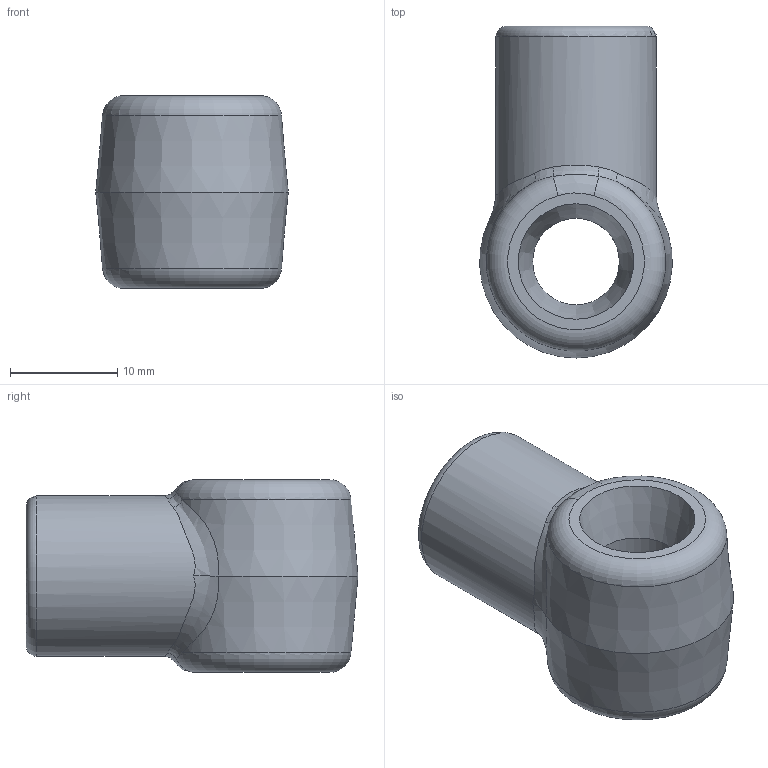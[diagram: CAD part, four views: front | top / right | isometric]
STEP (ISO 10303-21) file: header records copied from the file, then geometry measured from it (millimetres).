
FILE_DESCRIPTION(/* description */ (''),/* implementation_level */ '2;1');
FILE_NAME(/* name */ 'SG-20.stp',/* time_stamp */ '2019-10-07T15:04:14+02:00',/* author */ (''),/* organization */ (''),/* preprocessor_version */ 'ST-DEVELOPER v15.2',/* originating_system */ 'Autodesk Translator Framework v2.0.0.5431',/* authorisation */ '');
FILE_SCHEMA (('AUTOMOTIVE_DESIGN { 1 0 10303 214 3 1 1 }'));
Length unit declared in the file: centimetre
Products named in the file (1): (Unsaved)
Bounding box: 17.98 x 31 x 18 mm (x, y, z)
Volume: 4940.8 mm3; surface area: 2653 mm2
Topology: 1 solids, 1 shells, 28 faces, 59 edges, 35 vertices
Faces by surface type: bspline 12, plane 5, cone 4, cylinder 4, torus 3
Full cylindrical faces by diameter (mm): 6.8 x1, 8.1 x2, 15 x1
Entity records: 1939 total; most frequent: CARTESIAN_POINT 1424, ORIENTED_EDGE 102, DIRECTION 88, EDGE_CURVE 51, AXIS2_PLACEMENT_3D 44, EDGE_LOOP 39, VERTEX_POINT 34, FACE_OUTER_BOUND 28
